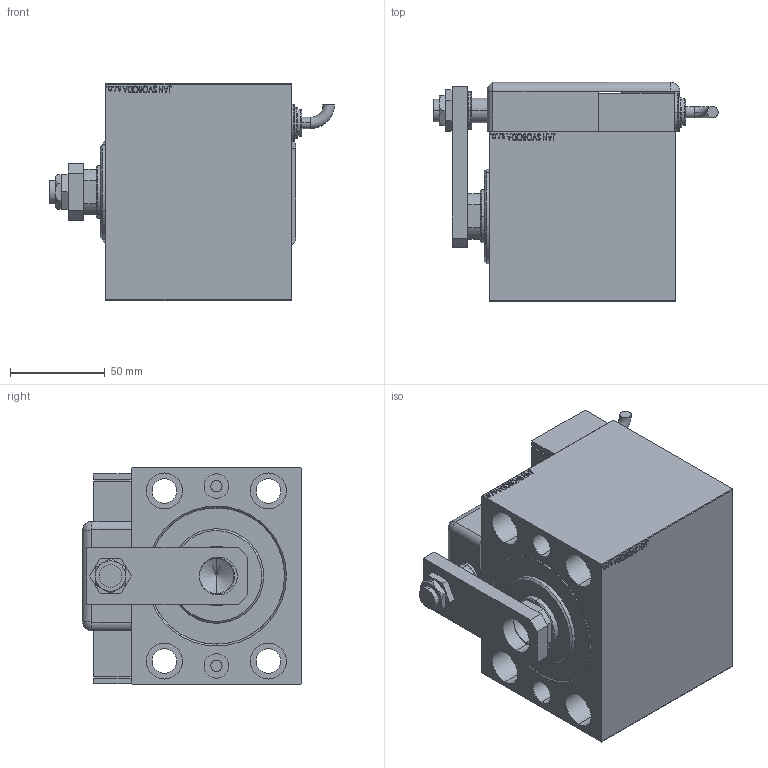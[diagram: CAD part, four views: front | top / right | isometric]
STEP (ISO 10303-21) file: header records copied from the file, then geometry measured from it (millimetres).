
FILE_DESCRIPTION (( 'STEP AP203' ), '1' );
FILE_NAME ('a6d9.STEP', '2024-04-02T11:03:51', ( '' ), ( '' ), 'SwSTEP 2.0', 'SolidWorks 2019', '' );
FILE_SCHEMA (( 'CONFIG_CONTROL_DESIGN' ));
Length unit declared in the file: millimetre
Products named in the file (13): SWITCH_Q_FRONT_BACK 23f780109a7e9dcfcbcb7905b394c2b5; SWITCH DIM A_G 23f780109a7e9dcfcbcb7905b394c2b5; ZARAZKA_Q 23f780109a7e9dcfcbcb7905b394c2b5; V450CM_C_Body 23f780109a7e9dcfcbcb7905b394c2b5; V450CM_VC_B 23f780109a7e9dcfcbcb7905b394c2b5; KRYT 23f780109a7e9dcfcbcb7905b394c2b5; NUT_D13 23f780109a7e9dcfcbcb7905b394c2b5; MAGNETIC SWITCH Q 23f780109a7e9dcfcbcb7905b394c2b5; a6d9; NUT_D19 23f780109a7e9dcfcbcb7905b394c2b5; SWITCH Q 23f780109a7e9dcfcbcb7905b394c2b5; TYC 23f780109a7e9dcfcbcb7905b394c2b5; V450CM_C_VCP 23f780109a7e9dcfcbcb7905b394c2b5
Assembly tree (13 placements, depth 3):
  a6d9
    V450CM_C_Body 23f780109a7e9dcfcbcb7905b394c2b5
    V450CM_C_VCP 23f780109a7e9dcfcbcb7905b394c2b5
    V450CM_VC_B 23f780109a7e9dcfcbcb7905b394c2b5
    MAGNETIC SWITCH Q 23f780109a7e9dcfcbcb7905b394c2b5
      SWITCH_Q_FRONT_BACK 23f780109a7e9dcfcbcb7905b394c2b5
      TYC 23f780109a7e9dcfcbcb7905b394c2b5
      ZARAZKA_Q 23f780109a7e9dcfcbcb7905b394c2b5
      SWITCH DIM A_G 23f780109a7e9dcfcbcb7905b394c2b5
      NUT_D19 23f780109a7e9dcfcbcb7905b394c2b5
      NUT_D13 23f780109a7e9dcfcbcb7905b394c2b5
      KRYT 23f780109a7e9dcfcbcb7905b394c2b5
      SWITCH Q 23f780109a7e9dcfcbcb7905b394c2b5  x2
Bounding box: 150.46 x 115.8 x 115 mm (x, y, z)
Volume: 1063292.4 mm3; surface area: 174606 mm2
Topology: 13 solids, 13 shells, 1245 faces, 3154 edges, 2083 vertices
Faces by surface type: plane 615, bspline 471, cylinder 113, cone 22, torus 22, sphere 2
Entity records: 59597 total; most frequent: CARTESIAN_POINT 32068, ORIENTED_EDGE 6112, DIRECTION 3864, EDGE_CURVE 3056, VERTEX_POINT 2023, VECTOR 1822, LINE 1822, EDGE_LOOP 1377
